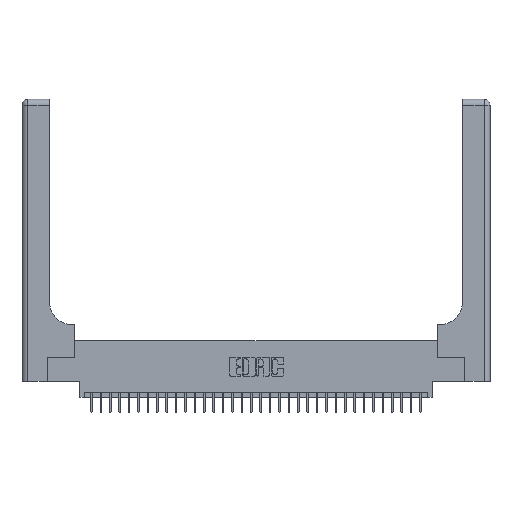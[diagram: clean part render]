
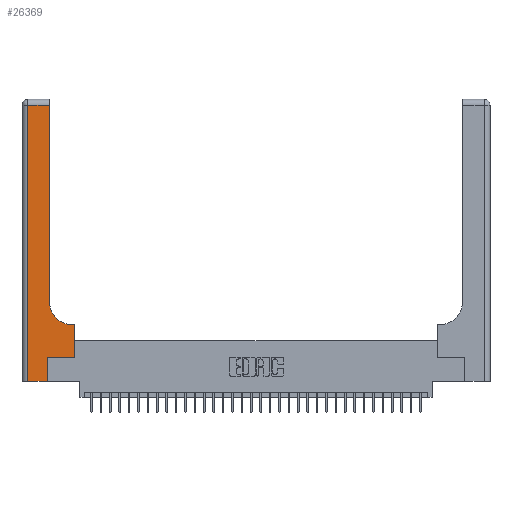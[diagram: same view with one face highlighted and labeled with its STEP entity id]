
A CAD part, top view. The second image highlights one B-rep face of the part: STEP entity #26369.
In plain terms, the highlighted planar face has unit normal (0, 0, 1).
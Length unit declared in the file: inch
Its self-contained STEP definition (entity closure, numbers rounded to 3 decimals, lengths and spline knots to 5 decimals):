
#863 = CARTESIAN_POINT ( 'NONE',  ( 0.2915, 0.6, 0.37 ) ) ;
#1127 = LINE ( 'NONE', #33618, #15380 ) ;
#1241 = DIRECTION ( 'NONE',  ( 0., 1., 0. ) ) ;
#1924 = VERTEX_POINT ( 'NONE', #6401 ) ;
#2144 = CARTESIAN_POINT ( 'NONE',  ( 0.269, 0.25, 0.37 ) ) ;
#2158 = CARTESIAN_POINT ( 'NONE',  ( 0., 2.94, 0.37 ) ) ;
#3204 = ORIENTED_EDGE ( 'NONE', *, *, #20476, .T. ) ;
#4604 = ORIENTED_EDGE ( 'NONE', *, *, #20374, .T. ) ;
#4712 = EDGE_CURVE ( 'NONE', #20115, #13081, #1127, .T. ) ;
#4723 = ORIENTED_EDGE ( 'NONE', *, *, #8135, .T. ) ;
#5147 = ORIENTED_EDGE ( 'NONE', *, *, #13626, .T. ) ;
#5263 = LINE ( 'NONE', #11433, #32701 ) ;
#5961 = DIRECTION ( 'NONE',  ( 0., 0., -1. ) ) ;
#6401 = CARTESIAN_POINT ( 'NONE',  ( 0.269, 0., 0.37 ) ) ;
#7655 = ORIENTED_EDGE ( 'NONE', *, *, #4712, .T. ) ;
#8135 = EDGE_CURVE ( 'NONE', #12423, #20115, #25238, .T. ) ;
#8769 = DIRECTION ( 'NONE',  ( 0., 1., 0. ) ) ;
#9348 = DIRECTION ( 'NONE',  ( 0., 1., 0. ) ) ;
#9580 = VECTOR ( 'NONE', #24025, 39.37008 ) ;
#9633 = ORIENTED_EDGE ( 'NONE', *, *, #32916, .T. ) ;
#9757 = ORIENTED_EDGE ( 'NONE', *, *, #16158, .T. ) ;
#9815 = VERTEX_POINT ( 'NONE', #18992 ) ;
#10297 = VECTOR ( 'NONE', #28822, 39.37008 ) ;
#10298 = VERTEX_POINT ( 'NONE', #2144 ) ;
#11433 = CARTESIAN_POINT ( 'NONE',  ( 0.5585, 0.25, 0.37 ) ) ;
#12041 = LINE ( 'NONE', #33820, #25304 ) ;
#12423 = VERTEX_POINT ( 'NONE', #14788 ) ;
#12929 = VERTEX_POINT ( 'NONE', #30287 ) ;
#13081 = VERTEX_POINT ( 'NONE', #22881 ) ;
#13626 = EDGE_CURVE ( 'NONE', #16642, #12423, #19949, .T. ) ;
#14788 = CARTESIAN_POINT ( 'NONE',  ( 0.2915, 2.94, 0.37 ) ) ;
#15311 = DIRECTION ( 'NONE',  ( 0., 0., -1. ) ) ;
#15380 = VECTOR ( 'NONE', #25325, 39.37008 ) ;
#15706 = EDGE_CURVE ( 'NONE', #10298, #9815, #23683, .T. ) ;
#16057 = CARTESIAN_POINT ( 'NONE',  ( 0., 3., 0.37 ) ) ;
#16131 = LINE ( 'NONE', #25229, #30241 ) ;
#16158 = EDGE_CURVE ( 'NONE', #12929, #16642, #30683, .T. ) ;
#16642 = VERTEX_POINT ( 'NONE', #22607 ) ;
#16794 = EDGE_LOOP ( 'NONE', ( #5147, #4723, #7655, #9633, #3204, #27291, #4604, #32354, #9757 ) ) ;
#18738 = DIRECTION ( 'NONE',  ( -1., 0., 0. ) ) ;
#18992 = CARTESIAN_POINT ( 'NONE',  ( 0.5585, 0.25, 0.37 ) ) ;
#19949 = LINE ( 'NONE', #25265, #25326 ) ;
#20103 = VERTEX_POINT ( 'NONE', #31397 ) ;
#20115 = VERTEX_POINT ( 'NONE', #28838 ) ;
#20374 = EDGE_CURVE ( 'NONE', #9815, #20103, #5263, .T. ) ;
#20476 = EDGE_CURVE ( 'NONE', #1924, #10298, #16131, .T. ) ;
#20668 = VECTOR ( 'NONE', #30229, 39.37008 ) ;
#21304 = PLANE ( 'NONE',  #33212 ) ;
#21386 = CARTESIAN_POINT ( 'NONE',  ( 0.269, 0.25, 0.37 ) ) ;
#21481 = LINE ( 'NONE', #863, #20668 ) ;
#21506 = EDGE_CURVE ( 'NONE', #20103, #12929, #21481, .T. ) ;
#22607 = CARTESIAN_POINT ( 'NONE',  ( 0.2915, 0.85, 0.37 ) ) ;
#22881 = CARTESIAN_POINT ( 'NONE',  ( 0.06, 0., 0.37 ) ) ;
#23683 = LINE ( 'NONE', #21386, #9580 ) ;
#24025 = DIRECTION ( 'NONE',  ( 1., 0., 0. ) ) ;
#25229 = CARTESIAN_POINT ( 'NONE',  ( 0.269, 0., 0.37 ) ) ;
#25238 = LINE ( 'NONE', #2158, #10297 ) ;
#25265 = CARTESIAN_POINT ( 'NONE',  ( 0.2915, 3., 0.37 ) ) ;
#25304 = VECTOR ( 'NONE', #31197, 39.37008 ) ;
#25325 = DIRECTION ( 'NONE',  ( 0., -1., 0. ) ) ;
#25326 = VECTOR ( 'NONE', #1241, 39.37008 ) ;
#26369 = ADVANCED_FACE ( 'NONE', ( #26557 ), #21304, .F. ) ;
#26557 = FACE_OUTER_BOUND ( 'NONE', #16794, .T. ) ;
#27291 = ORIENTED_EDGE ( 'NONE', *, *, #15706, .T. ) ;
#28822 = DIRECTION ( 'NONE',  ( -1., 0., 0. ) ) ;
#28838 = CARTESIAN_POINT ( 'NONE',  ( 0.06, 2.94, 0.37 ) ) ;
#29350 = AXIS2_PLACEMENT_3D ( 'NONE', #31181, #15311, #33811 ) ;
#30229 = DIRECTION ( 'NONE',  ( -1., 0., 0. ) ) ;
#30241 = VECTOR ( 'NONE', #9348, 39.37008 ) ;
#30287 = CARTESIAN_POINT ( 'NONE',  ( 0.5415, 0.6, 0.37 ) ) ;
#30683 = CIRCLE ( 'NONE', #29350, 0.25 ) ;
#31181 = CARTESIAN_POINT ( 'NONE',  ( 0.5415, 0.85, 0.37 ) ) ;
#31197 = DIRECTION ( 'NONE',  ( 1., 0., 0. ) ) ;
#31397 = CARTESIAN_POINT ( 'NONE',  ( 0.5585, 0.6, 0.37 ) ) ;
#32354 = ORIENTED_EDGE ( 'NONE', *, *, #21506, .T. ) ;
#32701 = VECTOR ( 'NONE', #8769, 39.37008 ) ;
#32916 = EDGE_CURVE ( 'NONE', #13081, #1924, #12041, .T. ) ;
#33212 = AXIS2_PLACEMENT_3D ( 'NONE', #16057, #5961, #18738 ) ;
#33618 = CARTESIAN_POINT ( 'NONE',  ( 0.06, 3., 0.37 ) ) ;
#33811 = DIRECTION ( 'NONE',  ( 1., 0., 0. ) ) ;
#33820 = CARTESIAN_POINT ( 'NONE',  ( 0., 0., 0.37 ) ) ;
